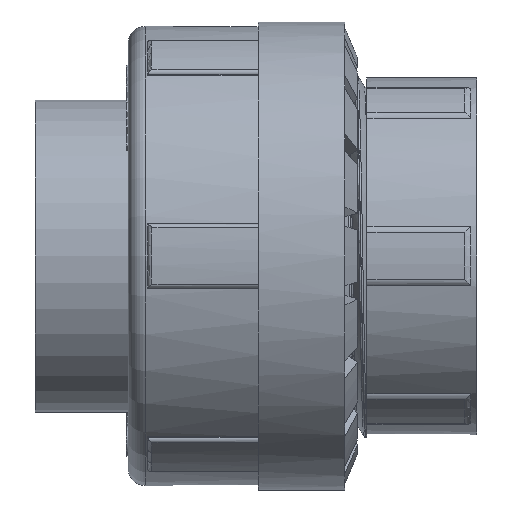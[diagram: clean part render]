
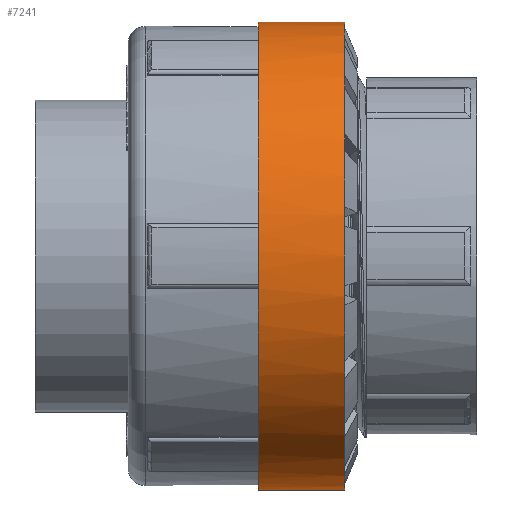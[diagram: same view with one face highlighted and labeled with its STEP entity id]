
A CAD part, front view. The second image highlights one B-rep face of the part: STEP entity #7241.
In plain terms, the highlighted cylindrical face has radius 27 mm (diameter 54 mm), a full revolution.
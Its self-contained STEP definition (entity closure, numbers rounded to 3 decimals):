
#67=CYLINDRICAL_SURFACE('',#7741,27.);
#249=CIRCLE('',#7721,27.);
#261=CIRCLE('',#7742,27.);
#594=FACE_BOUND('',#1409,.T.);
#975=FACE_OUTER_BOUND('',#1408,.T.);
#1408=EDGE_LOOP('',(#6236));
#1409=EDGE_LOOP('',(#6237));
#3459=VERTEX_POINT('',#12058);
#3472=VERTEX_POINT('',#12124);
#4429=EDGE_CURVE('',#3459,#3459,#249,.T.);
#4453=EDGE_CURVE('',#3472,#3472,#261,.T.);
#6236=ORIENTED_EDGE('',*,*,#4429,.F.);
#6237=ORIENTED_EDGE('',*,*,#4453,.T.);
#7241=ADVANCED_FACE('',(#975,#594),#67,.T.);
#7721=AXIS2_PLACEMENT_3D('',#12059,#9268,#9269);
#7741=AXIS2_PLACEMENT_3D('',#12123,#9316,#9317);
#7742=AXIS2_PLACEMENT_3D('',#12125,#9318,#9319);
#9268=DIRECTION('center_axis',(-1.,0.,0.));
#9269=DIRECTION('ref_axis',(0.,0.,1.));
#9316=DIRECTION('center_axis',(-1.,0.,0.));
#9317=DIRECTION('ref_axis',(0.,0.,1.));
#9318=DIRECTION('center_axis',(-1.,0.,0.));
#9319=DIRECTION('ref_axis',(0.,0.,1.));
#12058=CARTESIAN_POINT('',(15.,0.,-27.));
#12059=CARTESIAN_POINT('Origin',(15.,0.,0.));
#12123=CARTESIAN_POINT('Origin',(25.,0.,0.));
#12124=CARTESIAN_POINT('',(25.,0.,-27.));
#12125=CARTESIAN_POINT('Origin',(25.,0.,0.));
